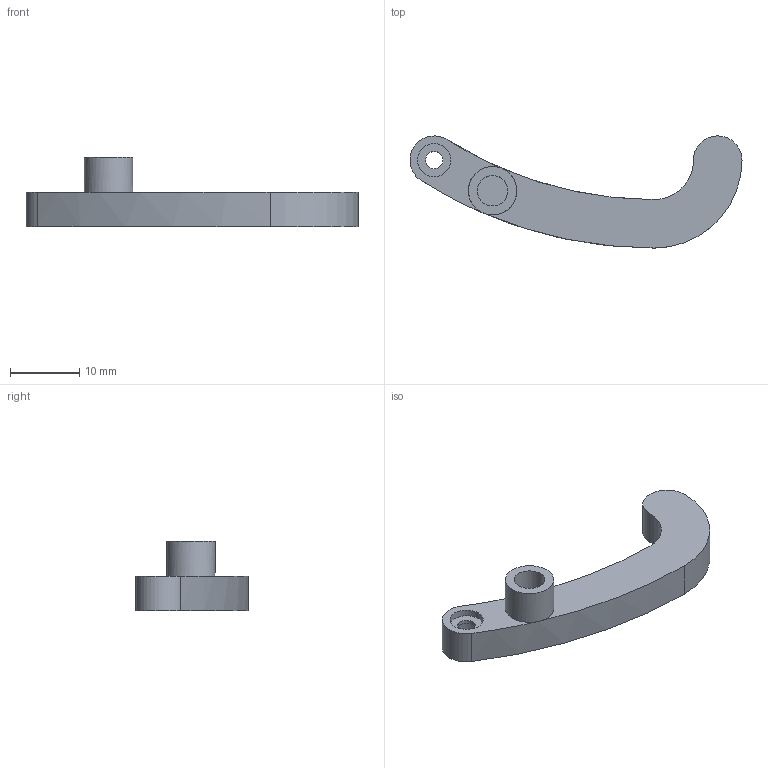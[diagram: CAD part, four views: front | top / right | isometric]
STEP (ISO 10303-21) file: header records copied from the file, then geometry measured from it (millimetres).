
FILE_DESCRIPTION(('FreeCAD Model'),'2;1');
FILE_NAME('Open CASCADE Shape Model','2025-04-14T09:47:35',(''),(''), 'Open CASCADE STEP processor 7.8','FreeCAD','Unknown');
FILE_SCHEMA(('AUTOMOTIVE_DESIGN { 1 0 10303 214 1 1 1 1 }'));
Length unit declared in the file: millimetre
Products named in the file (1): CAM Linkage
Bounding box: 47.95 x 16.2 x 10.08 mm (x, y, z)
Volume: 1899.6 mm3; surface area: 1583.9 mm2
Topology: 1 solids, 1 shells, 18 faces, 37 edges, 24 vertices
Faces by surface type: cylinder 11, plane 7
Full cylindrical faces by diameter (mm): 2.5 x1, 4.4 x1, 4.8 x1, 5 x1, 7 x1
Entity records: 517 total; most frequent: DIRECTION 101, CARTESIAN_POINT 80, ORIENTED_EDGE 74, AXIS2_PLACEMENT_3D 45, EDGE_CURVE 37, CIRCLE 26, VERTEX_POINT 24, FACE_BOUND 23
